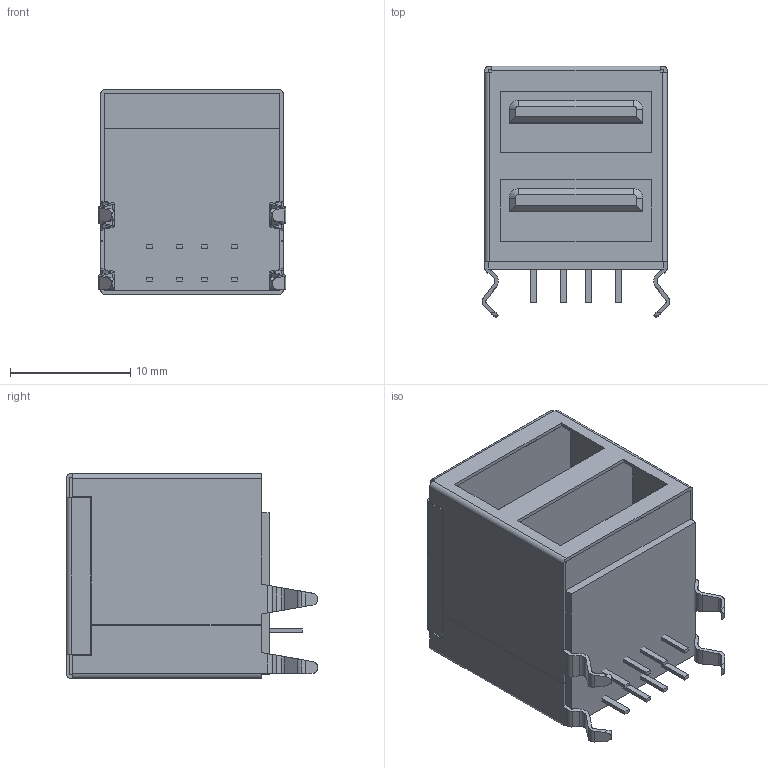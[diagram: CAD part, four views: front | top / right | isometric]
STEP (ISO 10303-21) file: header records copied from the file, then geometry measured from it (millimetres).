
FILE_DESCRIPTION(('STEP AP242'),'1');
FILE_NAME('xb-sua-210h.stp','2024-09-24T12:09:17',('TraceParts'),('TraceParts S.A.'),'Spatial InterOp 3D',' ',' ');
FILE_SCHEMA(('AP242_MANAGED_MODEL_BASED_3D_ENGINEERING_MIM_LF {1 0 10303 442 1 1 4}'));
Length unit declared in the file: millimetre
Products named in the file (1): xb-sua-210h_1
Bounding box: 15.6 x 20.9 x 17 mm (x, y, z)
Volume: 2929.4 mm3; surface area: 4790.6 mm2
Topology: 10 solids, 10 shells, 493 faces, 1324 edges, 876 vertices
Faces by surface type: plane 331, bspline 82, cylinder 76, cone 4
Entity records: 19953 total; most frequent: CARTESIAN_POINT 8285, ORIENTED_EDGE 2648, DIRECTION 1998, EDGE_CURVE 1324, LINE 996, VECTOR 996, VERTEX_POINT 876, EDGE_LOOP 522
